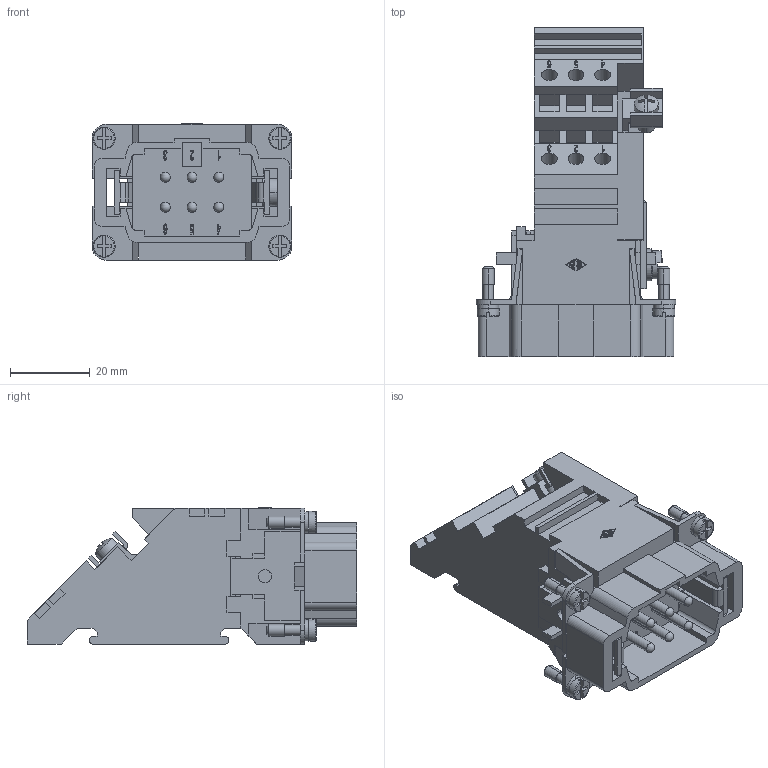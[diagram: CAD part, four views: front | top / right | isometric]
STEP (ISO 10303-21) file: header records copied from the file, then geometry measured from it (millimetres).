
FILE_DESCRIPTION((''),'2;1');
FILE_NAME('CTSEM 06 R.stp','2006-11-27T13:45:40',('gembarski'),(''),'Autodesk Inventor 7','Autodesk Inventor 7','');
FILE_SCHEMA(('AUTOMOTIVE_DESIGN { 1 0 10303 214 1 1 1 1 }'));
Length unit declared in the file: millimetre
Products named in the file (1): CTSEM 06 R
Bounding box: 50 x 82.5 x 34.1 mm (x, y, z)
Volume: 52708.6 mm3; surface area: 22759.8 mm2
Topology: 1 solids, 1 shells, 843 faces, 2334 edges, 1502 vertices
Faces by surface type: plane 499, bspline 230, cylinder 94, sphere 12, cone 4, torus 4
Entity records: 27604 total; most frequent: CARTESIAN_POINT 7026, ORIENTED_EDGE 4620, DIRECTION 3645, EDGE_CURVE 2310, VECTOR 1779, LINE 1779, VERTEX_POINT 1490, AXIS2_PLACEMENT_3D 933
